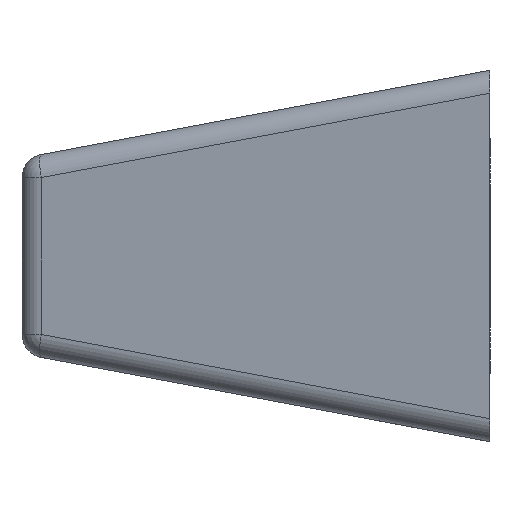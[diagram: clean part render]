
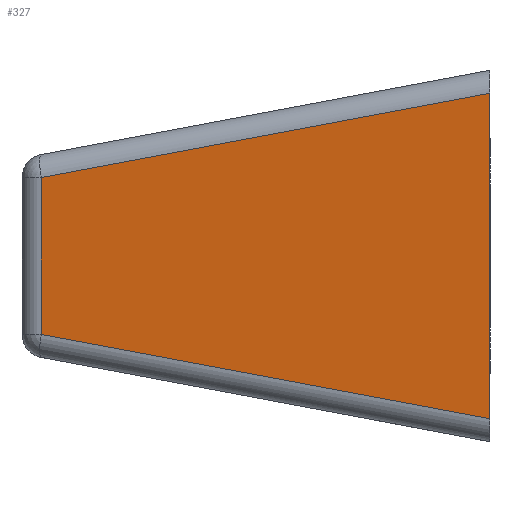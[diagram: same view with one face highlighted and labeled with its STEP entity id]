
A CAD part, left-side view. The second image highlights one B-rep face of the part: STEP entity #327.
In plain terms, the highlighted planar face has unit normal (-0.985, 0.174, 0).
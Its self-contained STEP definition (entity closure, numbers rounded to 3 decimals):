
#2 = DIRECTION ( 'NONE',  ( 0., 0., -1. ) ) ;
#9 = ORIENTED_EDGE ( 'NONE', *, *, #92, .T. ) ;
#34 = LINE ( 'NONE', #416, #123 ) ;
#50 = DIRECTION ( 'NONE',  ( -0.174, -0.985, 0. ) ) ;
#70 = VECTOR ( 'NONE', #443, 1000. ) ;
#81 = CARTESIAN_POINT ( 'NONE',  ( -16., 0., 3.476 ) ) ;
#92 = EDGE_CURVE ( 'NONE', #258, #538, #137, .T. ) ;
#103 = CARTESIAN_POINT ( 'NONE',  ( -14.31, 9.587, -1.676 ) ) ;
#123 = VECTOR ( 'NONE', #771, 1000. ) ;
#129 = PLANE ( 'NONE',  #143 ) ;
#137 = LINE ( 'NONE', #217, #646 ) ;
#141 = ORIENTED_EDGE ( 'NONE', *, *, #479, .T. ) ;
#143 = AXIS2_PLACEMENT_3D ( 'NONE', #776, #562, #50 ) ;
#169 = VERTEX_POINT ( 'NONE', #396 ) ;
#217 = CARTESIAN_POINT ( 'NONE',  ( -14.31, 9.587, -2.123 ) ) ;
#224 = CARTESIAN_POINT ( 'NONE',  ( -15.768, 1.316, -3.229 ) ) ;
#258 = VERTEX_POINT ( 'NONE', #570 ) ;
#327 = ADVANCED_FACE ( 'NONE', ( #720 ), #129, .T. ) ;
#395 = EDGE_CURVE ( 'NONE', #169, #936, #730, .T. ) ;
#396 = CARTESIAN_POINT ( 'NONE',  ( -16., 0., -3.476 ) ) ;
#416 = CARTESIAN_POINT ( 'NONE',  ( -16.016, -0.092, 3.493 ) ) ;
#443 = DIRECTION ( 'NONE',  ( 0., 0., 1. ) ) ;
#479 = EDGE_CURVE ( 'NONE', #936, #258, #34, .T. ) ;
#506 = CARTESIAN_POINT ( 'NONE',  ( -16., 0., 4. ) ) ;
#538 = VERTEX_POINT ( 'NONE', #103 ) ;
#562 = DIRECTION ( 'NONE',  ( -0.985, 0.174, 0. ) ) ;
#570 = CARTESIAN_POINT ( 'NONE',  ( -14.31, 9.587, 1.676 ) ) ;
#605 = DIRECTION ( 'NONE',  ( -0.171, -0.968, -0.182 ) ) ;
#646 = VECTOR ( 'NONE', #2, 1000. ) ;
#672 = LINE ( 'NONE', #224, #675 ) ;
#675 = VECTOR ( 'NONE', #605, 1000. ) ;
#720 = FACE_OUTER_BOUND ( 'NONE', #757, .T. ) ;
#730 = LINE ( 'NONE', #506, #70 ) ;
#750 = ORIENTED_EDGE ( 'NONE', *, *, #395, .T. ) ;
#757 = EDGE_LOOP ( 'NONE', ( #750, #141, #9, #768 ) ) ;
#760 = EDGE_CURVE ( 'NONE', #538, #169, #672, .T. ) ;
#768 = ORIENTED_EDGE ( 'NONE', *, *, #760, .T. ) ;
#771 = DIRECTION ( 'NONE',  ( 0.171, 0.968, -0.182 ) ) ;
#776 = CARTESIAN_POINT ( 'NONE',  ( -16., 0., 4. ) ) ;
#936 = VERTEX_POINT ( 'NONE', #81 ) ;
